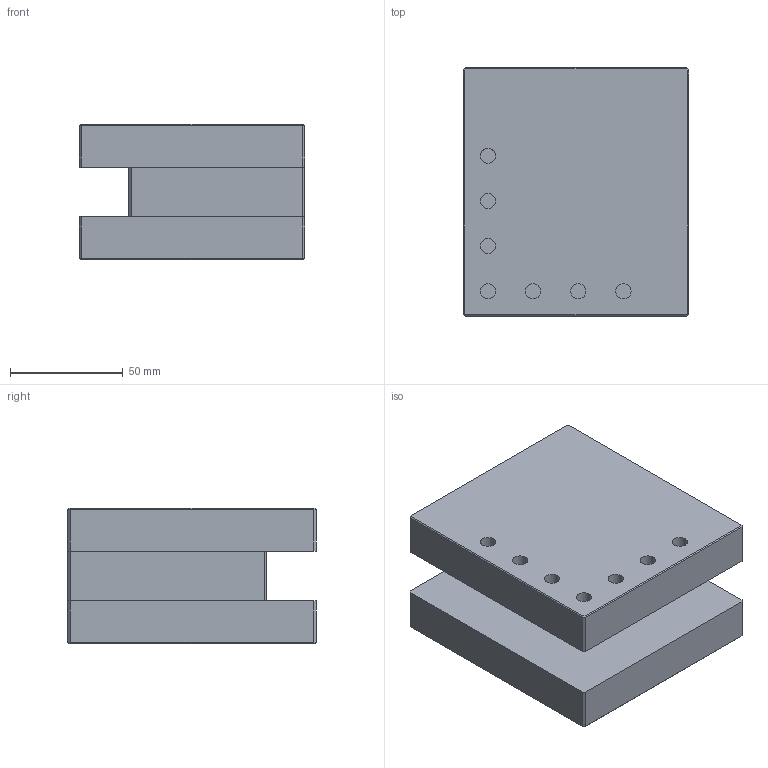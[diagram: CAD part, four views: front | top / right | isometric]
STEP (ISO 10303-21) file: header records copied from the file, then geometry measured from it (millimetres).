
FILE_DESCRIPTION( ( 'STEP AP203' ), '1' );
FILE_NAME( ' ', ' ', ( ' ' ), ( ' ' ), 'PSStep 10.0', ' ', ' ' );
FILE_SCHEMA( ( 'CONFIG_CONTROL_DESIGN' ) );
Length unit declared in the file: millimetre
Products named in the file (1): 1
Bounding box: 100 x 110 x 60 mm (x, y, z)
Volume: 564024.5 mm3; surface area: 55465.4 mm2
Topology: 1 solids, 1 shells, 45 faces, 120 edges, 77 vertices
Faces by surface type: plane 38, cylinder 7
Full cylindrical faces by diameter (mm): 6.75 x7
Entity records: 1350 total; most frequent: CARTESIAN_POINT 222, DIRECTION 212, ORIENTED_EDGE 212, EDGE_CURVE 106, LINE 92, VECTOR 92, VERTEX_POINT 70, EDGE_LOOP 66
